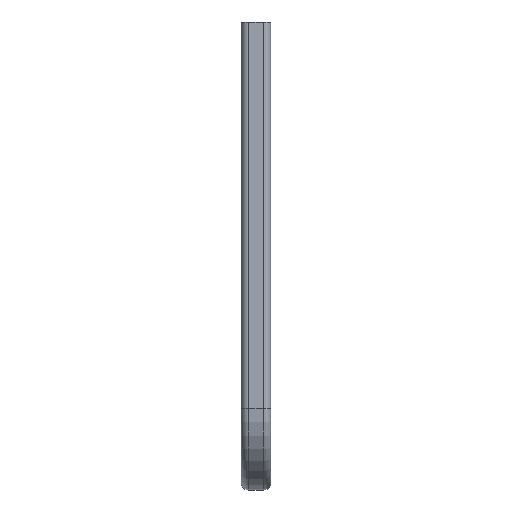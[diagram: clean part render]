
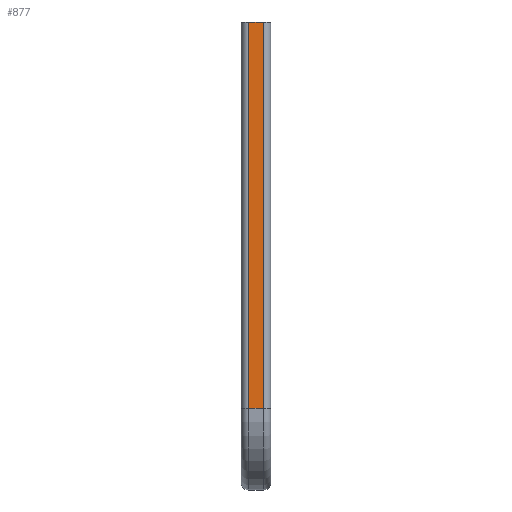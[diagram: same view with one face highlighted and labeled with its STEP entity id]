
A CAD part, left-side view. The second image highlights one B-rep face of the part: STEP entity #877.
In plain terms, the highlighted planar face has unit normal (-1, 0, 0).
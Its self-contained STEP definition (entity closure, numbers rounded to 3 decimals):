
#215 = CARTESIAN_POINT ( 'NONE',  ( -4.7, 0.75, 0. ) ) ;
#220 = DIRECTION ( 'NONE',  ( 0., 0., -1. ) ) ;
#234 = PLANE ( 'NONE',  #1017 ) ;
#237 = ORIENTED_EDGE ( 'NONE', *, *, #1029, .T. ) ;
#263 = EDGE_LOOP ( 'NONE', ( #237, #312, #900, #1070 ) ) ;
#273 = CARTESIAN_POINT ( 'NONE',  ( -4.7, 0.75, -13. ) ) ;
#312 = ORIENTED_EDGE ( 'NONE', *, *, #743, .T. ) ;
#348 = FACE_OUTER_BOUND ( 'NONE', #263, .T. ) ;
#402 = VECTOR ( 'NONE', #220, 1000. ) ;
#447 = CARTESIAN_POINT ( 'NONE',  ( -4.7, 0., 0. ) ) ;
#497 = DIRECTION ( 'NONE',  ( 0., 0., 1. ) ) ;
#553 = VERTEX_POINT ( 'NONE', #273 ) ;
#570 = CARTESIAN_POINT ( 'NONE',  ( -4.7, 0.25, -13. ) ) ;
#588 = LINE ( 'NONE', #1028, #997 ) ;
#604 = DIRECTION ( 'NONE',  ( 0., 0., -1. ) ) ;
#632 = VERTEX_POINT ( 'NONE', #570 ) ;
#709 = LINE ( 'NONE', #447, #876 ) ;
#711 = EDGE_CURVE ( 'NONE', #1031, #553, #1112, .T. ) ;
#716 = CARTESIAN_POINT ( 'NONE',  ( -4.7, 0., -13. ) ) ;
#719 = DIRECTION ( 'NONE',  ( 0., -1., 0. ) ) ;
#743 = EDGE_CURVE ( 'NONE', #632, #1148, #588, .T. ) ;
#809 = CARTESIAN_POINT ( 'NONE',  ( -4.7, 0.25, 0. ) ) ;
#876 = VECTOR ( 'NONE', #719, 1000. ) ;
#877 = ADVANCED_FACE ( 'NONE', ( #348 ), #234, .F. ) ;
#886 = DIRECTION ( 'NONE',  ( 0., -1., 0. ) ) ;
#900 = ORIENTED_EDGE ( 'NONE', *, *, #1000, .F. ) ;
#918 = LINE ( 'NONE', #716, #1080 ) ;
#980 = CARTESIAN_POINT ( 'NONE',  ( -4.7, 0.75, 0. ) ) ;
#997 = VECTOR ( 'NONE', #497, 1000. ) ;
#1000 = EDGE_CURVE ( 'NONE', #1031, #1148, #709, .T. ) ;
#1017 = AXIS2_PLACEMENT_3D ( 'NONE', #1132, #1039, #604 ) ;
#1028 = CARTESIAN_POINT ( 'NONE',  ( -4.7, 0.25, 0. ) ) ;
#1029 = EDGE_CURVE ( 'NONE', #553, #632, #918, .T. ) ;
#1031 = VERTEX_POINT ( 'NONE', #980 ) ;
#1039 = DIRECTION ( 'NONE',  ( 1., 0., 0. ) ) ;
#1070 = ORIENTED_EDGE ( 'NONE', *, *, #711, .T. ) ;
#1080 = VECTOR ( 'NONE', #886, 1000. ) ;
#1112 = LINE ( 'NONE', #215, #402 ) ;
#1132 = CARTESIAN_POINT ( 'NONE',  ( -4.7, 0., 0. ) ) ;
#1148 = VERTEX_POINT ( 'NONE', #809 ) ;
